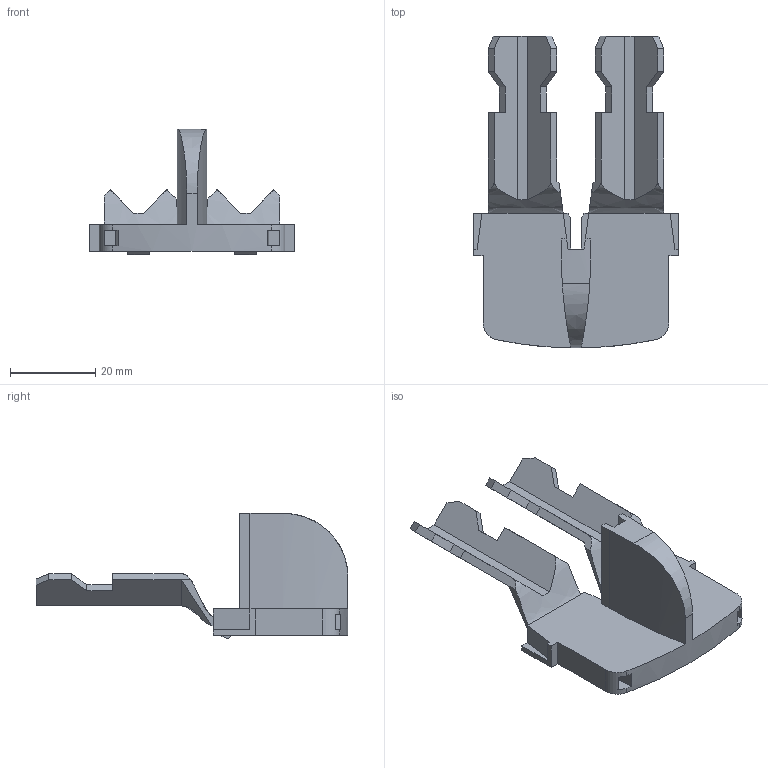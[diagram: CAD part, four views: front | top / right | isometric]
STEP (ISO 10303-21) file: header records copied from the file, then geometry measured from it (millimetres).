
FILE_DESCRIPTION(('Creo Elements/Direct Modeling STEP Export'),'2;1');
FILE_NAME('model.stp','2020-02-04T15:54:54',(''),(''),'Creo Elements/Direct Modeling STEP processor for AP214 (Solid Model)','Creo Elements/Direct Modeling 20.1A 29-Sep-2018 (C) Parametric Technology GmbH','');
FILE_SCHEMA(('AUTOMOTIVE_DESIGN { 1 0 10303 214 1 1 1 1 }'));
Length unit declared in the file: millimetre
Products named in the file (2): EB_2-25_PT-select
Assembly tree (1 placements, depth 2):
  EB_2-25_PT-select
    EB_2-25_PT-select
Bounding box: 47.8 x 72.97 x 29.38 mm (x, y, z)
Volume: 14172.6 mm3; surface area: 8775.9 mm2
Topology: 1 solids, 1 shells, 109 faces, 307 edges, 202 vertices
Faces by surface type: plane 96, cylinder 8, extrusion 4, bspline 1
Entity records: 5659 total; most frequent: CARTESIAN_POINT 2068, ORIENTED_EDGE 614, DIRECTION 482, EDGE_CURVE 307, VECTOR 244, LINE 240, VERTEX_POINT 202, AXIS2_PLACEMENT_3D 119
